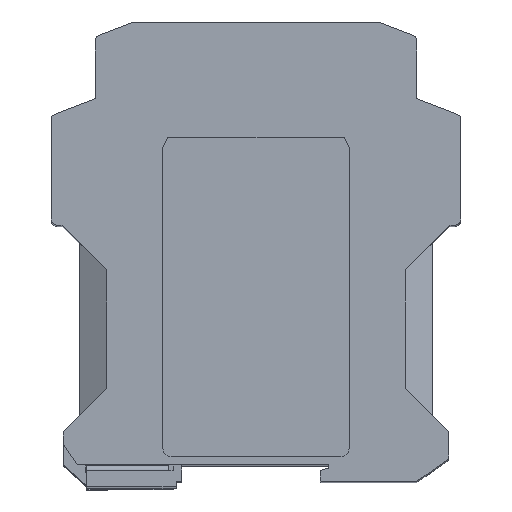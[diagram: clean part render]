
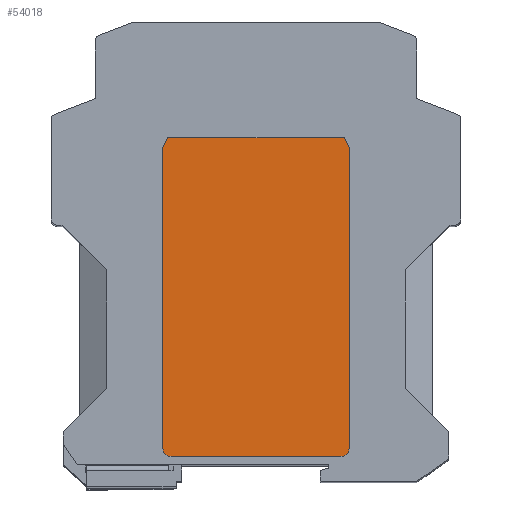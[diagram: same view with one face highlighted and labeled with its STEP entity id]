
A CAD part, top view. The second image highlights one B-rep face of the part: STEP entity #54018.
In plain terms, the highlighted planar face has unit normal (0, 0, 1).
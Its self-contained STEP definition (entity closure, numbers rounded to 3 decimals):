
#16354=DIRECTION('',(1.,0.,0.));
#16355=VECTOR('',#16354,41.);
#16356=CARTESIAN_POINT('',(-20.5,9.5,90.25));
#16357=LINE('',#16356,#16355);
#16370=DIRECTION('',(0.,-1.,0.));
#16371=VECTOR('',#16370,72.556);
#16372=CARTESIAN_POINT('',(-22.5,84.056,90.25));
#16373=LINE('',#16372,#16371);
#16382=DIRECTION('',(-1.,0.,0.));
#16383=VECTOR('',#16382,42.563);
#16384=CARTESIAN_POINT('',(21.282,86.5,90.25));
#16385=LINE('',#16384,#16383);
#16390=DIRECTION('',(0.,1.,0.));
#16391=VECTOR('',#16390,72.556);
#16392=CARTESIAN_POINT('',(22.5,11.5,90.25));
#16393=LINE('',#16392,#16391);
#16402=CARTESIAN_POINT('',(-20.5,11.5,90.25));
#16403=DIRECTION('',(0.,0.,-1.));
#16404=DIRECTION('',(0.,-1.,0.));
#16405=AXIS2_PLACEMENT_3D('',#16402,#16403,#16404);
#16407=DIRECTION('',(0.446,0.895,0.));
#16408=VECTOR('',#16407,2.731);
#16409=CARTESIAN_POINT('',(-22.5,84.056,90.25));
#16410=LINE('',#16409,#16408);
#16411=DIRECTION('',(0.446,-0.895,0.));
#16412=VECTOR('',#16411,2.731);
#16413=CARTESIAN_POINT('',(21.282,86.5,90.25));
#16414=LINE('',#16413,#16412);
#16415=CARTESIAN_POINT('',(20.5,11.5,90.25));
#16416=DIRECTION('',(0.,0.,-1.));
#16417=DIRECTION('',(1.,0.,0.));
#16418=AXIS2_PLACEMENT_3D('',#16415,#16416,#16417);
#21402=CARTESIAN_POINT('',(-20.5,9.5,90.25));
#21403=VERTEX_POINT('',#21402);
#21404=CARTESIAN_POINT('',(20.5,9.5,90.25));
#21405=VERTEX_POINT('',#21404);
#21406=CARTESIAN_POINT('',(-22.5,11.5,90.25));
#21407=VERTEX_POINT('',#21406);
#21408=CARTESIAN_POINT('',(-22.5,84.056,90.25));
#21409=VERTEX_POINT('',#21408);
#21410=CARTESIAN_POINT('',(-21.282,86.5,90.25));
#21411=VERTEX_POINT('',#21410);
#21412=CARTESIAN_POINT('',(21.282,86.5,90.25));
#21413=VERTEX_POINT('',#21412);
#21414=CARTESIAN_POINT('',(22.5,84.056,90.25));
#21415=VERTEX_POINT('',#21414);
#21416=CARTESIAN_POINT('',(22.5,11.5,90.25));
#21417=VERTEX_POINT('',#21416);
#54003=CARTESIAN_POINT('',(37.2,76.,90.25));
#54004=DIRECTION('',(0.,0.,1.));
#54005=DIRECTION('',(1.,0.,0.));
#54006=AXIS2_PLACEMENT_3D('',#54003,#54004,#54005);
#54007=PLANE('',#54006);
#54008=ORIENTED_EDGE('',*,*,#53843,.F.);
#54009=ORIENTED_EDGE('',*,*,#53865,.T.);
#54010=ORIENTED_EDGE('',*,*,#53886,.F.);
#54011=ORIENTED_EDGE('',*,*,#53907,.T.);
#54012=ORIENTED_EDGE('',*,*,#53928,.F.);
#54013=ORIENTED_EDGE('',*,*,#53949,.T.);
#54014=ORIENTED_EDGE('',*,*,#53970,.F.);
#54015=ORIENTED_EDGE('',*,*,#53990,.T.);
#54016=EDGE_LOOP('',(#54008,#54009,#54010,#54011,#54012,#54013,#54014,#54015));
#54017=FACE_OUTER_BOUND('',#54016,.F.);
#54018=ADVANCED_FACE('',(#54017),#54007,.T.);
#16406=CIRCLE('',#16405,2.);
#16419=CIRCLE('',#16418,2.);
#53843=EDGE_CURVE('',#21403,#21405,#16357,.T.);
#53865=EDGE_CURVE('',#21403,#21407,#16406,.T.);
#53886=EDGE_CURVE('',#21409,#21407,#16373,.T.);
#53907=EDGE_CURVE('',#21409,#21411,#16410,.T.);
#53928=EDGE_CURVE('',#21413,#21411,#16385,.T.);
#53949=EDGE_CURVE('',#21413,#21415,#16414,.T.);
#53970=EDGE_CURVE('',#21417,#21415,#16393,.T.);
#53990=EDGE_CURVE('',#21417,#21405,#16419,.T.);
